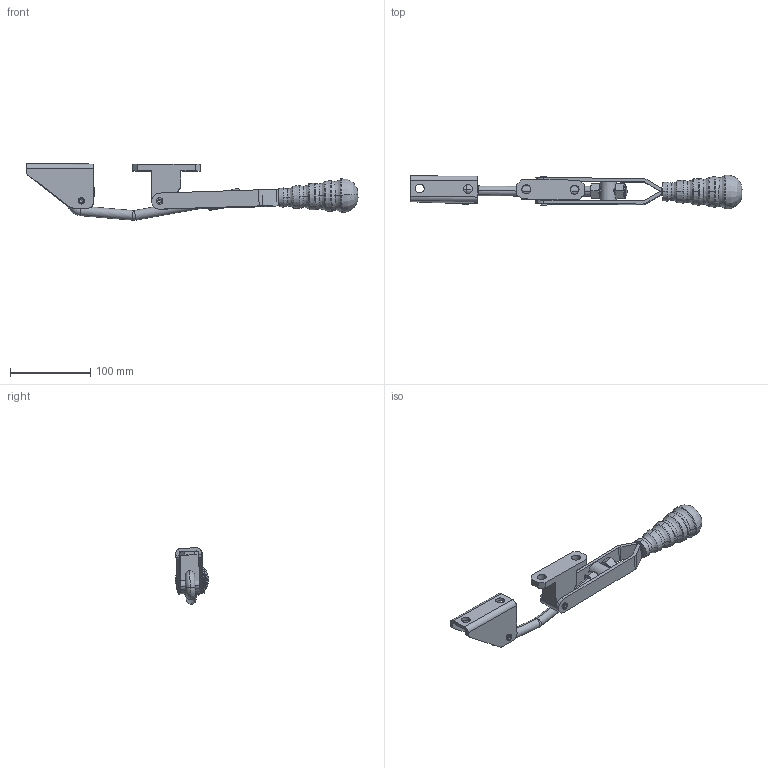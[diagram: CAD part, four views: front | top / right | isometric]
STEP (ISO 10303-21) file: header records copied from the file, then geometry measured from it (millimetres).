
FILE_DESCRIPTION((''),'2;1');
FILE_NAME('415B.stp','2005-09-01T11:53:26',('CAD'),(''),'Autodesk Inventor 8','Autodesk Inventor 8','');
FILE_SCHEMA(('AUTOMOTIVE_DESIGN { 1 0 10303 214 1 1 1 1 }'));
Length unit declared in the file: millimetre
Products named in the file (1): Part48
Bounding box: 412.52 x 41.81 x 70.14 mm (x, y, z)
Volume: 224700.8 mm3; surface area: 68230.8 mm2
Topology: 2 solids, 3 shells, 253 faces, 666 edges, 409 vertices
Faces by surface type: plane 73, cylinder 68, cone 58, bspline 30, torus 24
Entity records: 8628 total; most frequent: CARTESIAN_POINT 2370, DIRECTION 1374, ORIENTED_EDGE 1326, EDGE_CURVE 663, AXIS2_PLACEMENT_3D 556, VERTEX_POINT 409, CIRCLE 329, EDGE_LOOP 274
